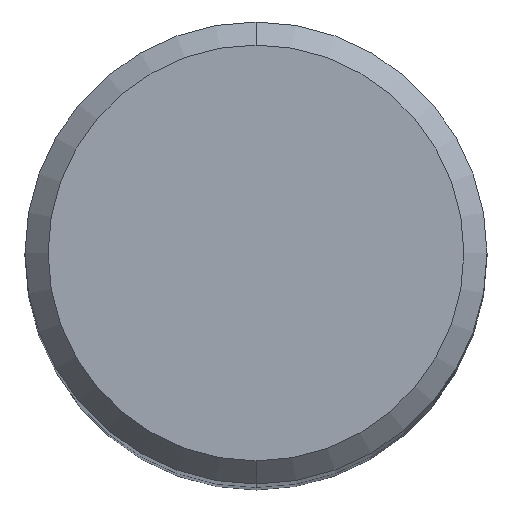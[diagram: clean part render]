
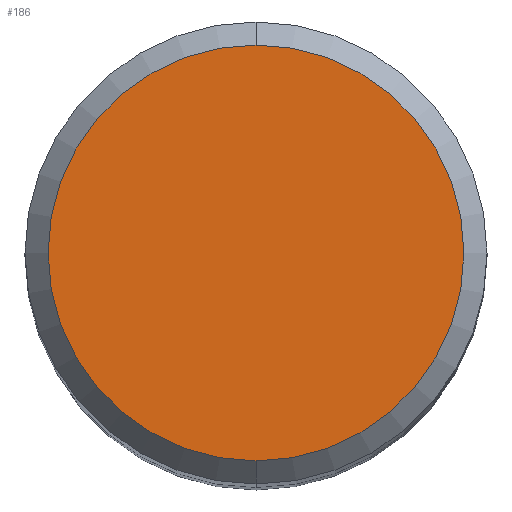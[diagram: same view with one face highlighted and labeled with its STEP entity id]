
A CAD part, top view. The second image highlights one B-rep face of the part: STEP entity #186.
In plain terms, the highlighted planar face has unit normal (0, 0, 1).
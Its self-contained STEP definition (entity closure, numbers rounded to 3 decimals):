
#186=ADVANCED_FACE('',(#487),#488,.T.);
#188=VERTEX_POINT('',#490);
#242=EDGE_CURVE('',#310,#188,#549,.T.);
#300=EDGE_CURVE('',#188,#310,#612,.T.);
#310=VERTEX_POINT('',#622);
#487=FACE_OUTER_BOUND('',#823,.T.);
#488=PLANE('',#824);
#490=CARTESIAN_POINT('',(0.0,4.5,0.0));
#549=CIRCLE('',#927,4.5);
#612=CIRCLE('',#1056,4.5);
#622=CARTESIAN_POINT('',(0.,-4.5,0.0));
#823=EDGE_LOOP('',(#1456,#1457));
#824=AXIS2_PLACEMENT_3D('',#1458,#1459,#1460);
#927=AXIS2_PLACEMENT_3D('',#1517,#1518,#1519);
#1056=AXIS2_PLACEMENT_3D('',#1577,#1578,#1579);
#1456=ORIENTED_EDGE('',*,*,#300,.F.);
#1457=ORIENTED_EDGE('',*,*,#242,.F.);
#1458=CARTESIAN_POINT('',(0.0,2.25,0.0));
#1459=DIRECTION('',(-0.0,0.0,1.0));
#1460=DIRECTION('',(0.0,-1.0,0.0));
#1517=CARTESIAN_POINT('',(0.0,0.0,0.0));
#1518=DIRECTION('',(0.0,0.0,-1.0));
#1519=DIRECTION('',(0.0,1.0,0.0));
#1577=CARTESIAN_POINT('',(0.0,0.0,0.0));
#1578=DIRECTION('',(0.0,0.0,-1.0));
#1579=DIRECTION('',(0.0,1.0,0.0));
